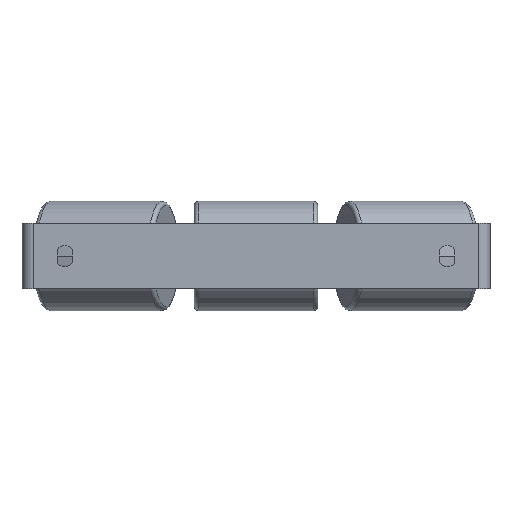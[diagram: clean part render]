
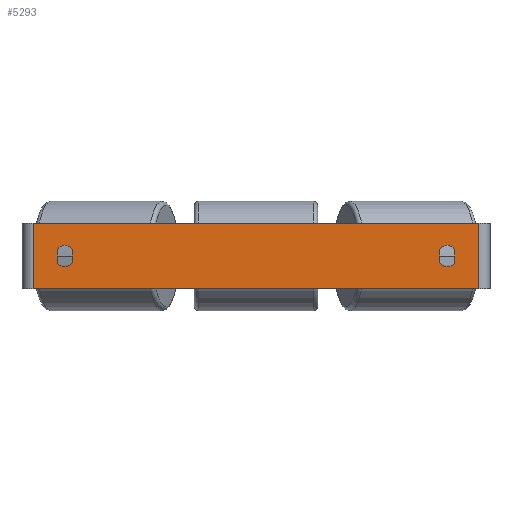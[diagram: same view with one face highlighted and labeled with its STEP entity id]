
A CAD part, front view. The second image highlights one B-rep face of the part: STEP entity #5293.
In plain terms, the highlighted planar face has unit normal (0, -1, 0).
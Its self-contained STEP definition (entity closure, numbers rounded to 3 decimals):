
#46 = CARTESIAN_POINT ( 'NONE',  ( 233., 0., 3. ) ) ;
#69 = EDGE_LOOP ( 'NONE', ( #364, #8333, #1874, #101, #2261 ) ) ;
#101 = ORIENTED_EDGE ( 'NONE', *, *, #8412, .T. ) ;
#102 = AXIS2_PLACEMENT_3D ( 'NONE', #1719, #4319, #1238 ) ;
#149 = DIRECTION ( 'NONE',  ( 0., -1., 0. ) ) ;
#177 = VERTEX_POINT ( 'NONE', #2762 ) ;
#262 = LINE ( 'NONE', #6027, #5592 ) ;
#306 = FACE_OUTER_BOUND ( 'NONE', #1051, .T. ) ;
#364 = ORIENTED_EDGE ( 'NONE', *, *, #1478, .T. ) ;
#365 = DIRECTION ( 'NONE',  ( 0., -1., 0. ) ) ;
#422 = VERTEX_POINT ( 'NONE', #8353 ) ;
#475 = CIRCLE ( 'NONE', #4032, 10. ) ;
#499 = EDGE_CURVE ( 'NONE', #7744, #595, #4155, .T. ) ;
#595 = VERTEX_POINT ( 'NONE', #778 ) ;
#604 = CARTESIAN_POINT ( 'NONE',  ( 224., 0., -7.359 ) ) ;
#751 = AXIS2_PLACEMENT_3D ( 'NONE', #3013, #365, #2451 ) ;
#765 = VECTOR ( 'NONE', #2026, 1000. ) ;
#778 = CARTESIAN_POINT ( 'NONE',  ( -242., 0., -7.359 ) ) ;
#840 = EDGE_CURVE ( 'NONE', #4688, #177, #7372, .T. ) ;
#889 = VECTOR ( 'NONE', #6783, 1000. ) ;
#923 = CARTESIAN_POINT ( 'NONE',  ( -233., 0., 3. ) ) ;
#1019 = ORIENTED_EDGE ( 'NONE', *, *, #3461, .F. ) ;
#1051 = EDGE_LOOP ( 'NONE', ( #5349, #6714, #1626, #8422 ) ) ;
#1057 = CARTESIAN_POINT ( 'NONE',  ( 242., 0., -7.359 ) ) ;
#1155 = AXIS2_PLACEMENT_3D ( 'NONE', #46, #1338, #5777 ) ;
#1198 = CARTESIAN_POINT ( 'NONE',  ( 224., 0., -7.359 ) ) ;
#1238 = DIRECTION ( 'NONE',  ( 0., 0., 1. ) ) ;
#1252 = CARTESIAN_POINT ( 'NONE',  ( 242., 0., 7.359 ) ) ;
#1262 = CARTESIAN_POINT ( 'NONE',  ( -271., 0., -40. ) ) ;
#1265 = EDGE_CURVE ( 'NONE', #422, #7744, #475, .T. ) ;
#1330 = EDGE_CURVE ( 'NONE', #595, #1709, #2256, .T. ) ;
#1338 = DIRECTION ( 'NONE',  ( 0., 1., 0. ) ) ;
#1423 = CARTESIAN_POINT ( 'NONE',  ( -224., 0., -7.359 ) ) ;
#1478 = EDGE_CURVE ( 'NONE', #6134, #2694, #3071, .T. ) ;
#1626 = ORIENTED_EDGE ( 'NONE', *, *, #840, .F. ) ;
#1663 = LINE ( 'NONE', #1057, #4237 ) ;
#1674 = FACE_BOUND ( 'NONE', #5902, .T. ) ;
#1681 = CARTESIAN_POINT ( 'NONE',  ( -233., 0., -13. ) ) ;
#1709 = VERTEX_POINT ( 'NONE', #1681 ) ;
#1719 = CARTESIAN_POINT ( 'NONE',  ( -285., 0., 40. ) ) ;
#1788 = DIRECTION ( 'NONE',  ( 0., 1., 0. ) ) ;
#1874 = ORIENTED_EDGE ( 'NONE', *, *, #4360, .T. ) ;
#1965 = CARTESIAN_POINT ( 'NONE',  ( -233., 0., -3. ) ) ;
#2026 = DIRECTION ( 'NONE',  ( 0., 0., -1. ) ) ;
#2256 = CIRCLE ( 'NONE', #751, 10. ) ;
#2261 = ORIENTED_EDGE ( 'NONE', *, *, #4941, .T. ) ;
#2284 = AXIS2_PLACEMENT_3D ( 'NONE', #6869, #2900, #5597 ) ;
#2301 = DIRECTION ( 'NONE',  ( 0., 0., -1. ) ) ;
#2320 = AXIS2_PLACEMENT_3D ( 'NONE', #6221, #1788, #2301 ) ;
#2451 = DIRECTION ( 'NONE',  ( 0., 0., -1. ) ) ;
#2652 = LINE ( 'NONE', #4623, #7205 ) ;
#2694 = VERTEX_POINT ( 'NONE', #1252 ) ;
#2702 = CARTESIAN_POINT ( 'NONE',  ( -242., 0., 7.359 ) ) ;
#2726 = AXIS2_PLACEMENT_3D ( 'NONE', #1965, #4571, #7752 ) ;
#2762 = CARTESIAN_POINT ( 'NONE',  ( 271., 0., 40. ) ) ;
#2876 = DIRECTION ( 'NONE',  ( 0., 0., -1. ) ) ;
#2900 = DIRECTION ( 'NONE',  ( 0., 1., 0. ) ) ;
#3013 = CARTESIAN_POINT ( 'NONE',  ( -233., 0., -3. ) ) ;
#3071 = CIRCLE ( 'NONE', #1155, 10. ) ;
#3434 = EDGE_CURVE ( 'NONE', #4688, #7378, #5869, .T. ) ;
#3461 = EDGE_CURVE ( 'NONE', #7689, #422, #6718, .T. ) ;
#3466 = ORIENTED_EDGE ( 'NONE', *, *, #6523, .F. ) ;
#3485 = ORIENTED_EDGE ( 'NONE', *, *, #1330, .F. ) ;
#3535 = DIRECTION ( 'NONE',  ( 0., 0., 1. ) ) ;
#3925 = VECTOR ( 'NONE', #5084, 1000. ) ;
#4032 = AXIS2_PLACEMENT_3D ( 'NONE', #923, #149, #3535 ) ;
#4155 = LINE ( 'NONE', #7930, #4972 ) ;
#4237 = VECTOR ( 'NONE', #8247, 1000. ) ;
#4274 = PLANE ( 'NONE',  #102 ) ;
#4319 = DIRECTION ( 'NONE',  ( 0., 1., 0. ) ) ;
#4360 = EDGE_CURVE ( 'NONE', #6601, #6209, #5134, .T. ) ;
#4405 = CARTESIAN_POINT ( 'NONE',  ( -224., 0., -7.359 ) ) ;
#4571 = DIRECTION ( 'NONE',  ( 0., -1., 0. ) ) ;
#4581 = LINE ( 'NONE', #604, #3925 ) ;
#4623 = CARTESIAN_POINT ( 'NONE',  ( 271., 0., 40. ) ) ;
#4638 = CIRCLE ( 'NONE', #2726, 10. ) ;
#4676 = CARTESIAN_POINT ( 'NONE',  ( -271., 0., 40. ) ) ;
#4688 = VERTEX_POINT ( 'NONE', #6041 ) ;
#4814 = CARTESIAN_POINT ( 'NONE',  ( -285., 0., 40. ) ) ;
#4941 = EDGE_CURVE ( 'NONE', #7630, #6134, #4581, .T. ) ;
#4972 = VECTOR ( 'NONE', #2876, 1000. ) ;
#5084 = DIRECTION ( 'NONE',  ( 0., 0., 1. ) ) ;
#5134 = CIRCLE ( 'NONE', #2284, 10. ) ;
#5293 = ADVANCED_FACE ( 'NONE', ( #306, #1674, #7546 ), #4274, .F. ) ;
#5340 = CARTESIAN_POINT ( 'NONE',  ( 242., 0., -7.359 ) ) ;
#5346 = DIRECTION ( 'NONE',  ( 1., 0., 0. ) ) ;
#5349 = ORIENTED_EDGE ( 'NONE', *, *, #7932, .T. ) ;
#5414 = ORIENTED_EDGE ( 'NONE', *, *, #499, .F. ) ;
#5592 = VECTOR ( 'NONE', #5346, 1000. ) ;
#5597 = DIRECTION ( 'NONE',  ( 0., 0., -1. ) ) ;
#5663 = CARTESIAN_POINT ( 'NONE',  ( 233., 0., -13. ) ) ;
#5726 = CIRCLE ( 'NONE', #2320, 10. ) ;
#5777 = DIRECTION ( 'NONE',  ( 0., 0., 1. ) ) ;
#5858 = DIRECTION ( 'NONE',  ( 0., 0., -1. ) ) ;
#5869 = LINE ( 'NONE', #4676, #765 ) ;
#5902 = EDGE_LOOP ( 'NONE', ( #5414, #5948, #1019, #3466, #3485 ) ) ;
#5948 = ORIENTED_EDGE ( 'NONE', *, *, #1265, .F. ) ;
#6027 = CARTESIAN_POINT ( 'NONE',  ( -285., 0., -40. ) ) ;
#6041 = CARTESIAN_POINT ( 'NONE',  ( -271., 0., 40. ) ) ;
#6082 = DIRECTION ( 'NONE',  ( 0., 0., 1. ) ) ;
#6134 = VERTEX_POINT ( 'NONE', #6825 ) ;
#6209 = VERTEX_POINT ( 'NONE', #5663 ) ;
#6221 = CARTESIAN_POINT ( 'NONE',  ( 233., 0., -3. ) ) ;
#6512 = CARTESIAN_POINT ( 'NONE',  ( 271., 0., -40. ) ) ;
#6523 = EDGE_CURVE ( 'NONE', #1709, #7689, #4638, .T. ) ;
#6601 = VERTEX_POINT ( 'NONE', #5340 ) ;
#6625 = VECTOR ( 'NONE', #6082, 1000. ) ;
#6714 = ORIENTED_EDGE ( 'NONE', *, *, #7787, .F. ) ;
#6718 = LINE ( 'NONE', #1423, #6625 ) ;
#6783 = DIRECTION ( 'NONE',  ( 1., 0., 0. ) ) ;
#6825 = CARTESIAN_POINT ( 'NONE',  ( 224., 0., 7.359 ) ) ;
#6869 = CARTESIAN_POINT ( 'NONE',  ( 233., 0., -3. ) ) ;
#7164 = EDGE_CURVE ( 'NONE', #2694, #6601, #1663, .T. ) ;
#7205 = VECTOR ( 'NONE', #5858, 1000. ) ;
#7353 = VERTEX_POINT ( 'NONE', #6512 ) ;
#7372 = LINE ( 'NONE', #4814, #889 ) ;
#7378 = VERTEX_POINT ( 'NONE', #1262 ) ;
#7546 = FACE_BOUND ( 'NONE', #69, .T. ) ;
#7630 = VERTEX_POINT ( 'NONE', #1198 ) ;
#7689 = VERTEX_POINT ( 'NONE', #4405 ) ;
#7744 = VERTEX_POINT ( 'NONE', #2702 ) ;
#7752 = DIRECTION ( 'NONE',  ( 0., 0., -1. ) ) ;
#7787 = EDGE_CURVE ( 'NONE', #177, #7353, #2652, .T. ) ;
#7930 = CARTESIAN_POINT ( 'NONE',  ( -242., 0., -7.359 ) ) ;
#7932 = EDGE_CURVE ( 'NONE', #7378, #7353, #262, .T. ) ;
#8247 = DIRECTION ( 'NONE',  ( 0., 0., -1. ) ) ;
#8333 = ORIENTED_EDGE ( 'NONE', *, *, #7164, .T. ) ;
#8353 = CARTESIAN_POINT ( 'NONE',  ( -224., 0., 7.359 ) ) ;
#8412 = EDGE_CURVE ( 'NONE', #6209, #7630, #5726, .T. ) ;
#8422 = ORIENTED_EDGE ( 'NONE', *, *, #3434, .T. ) ;
